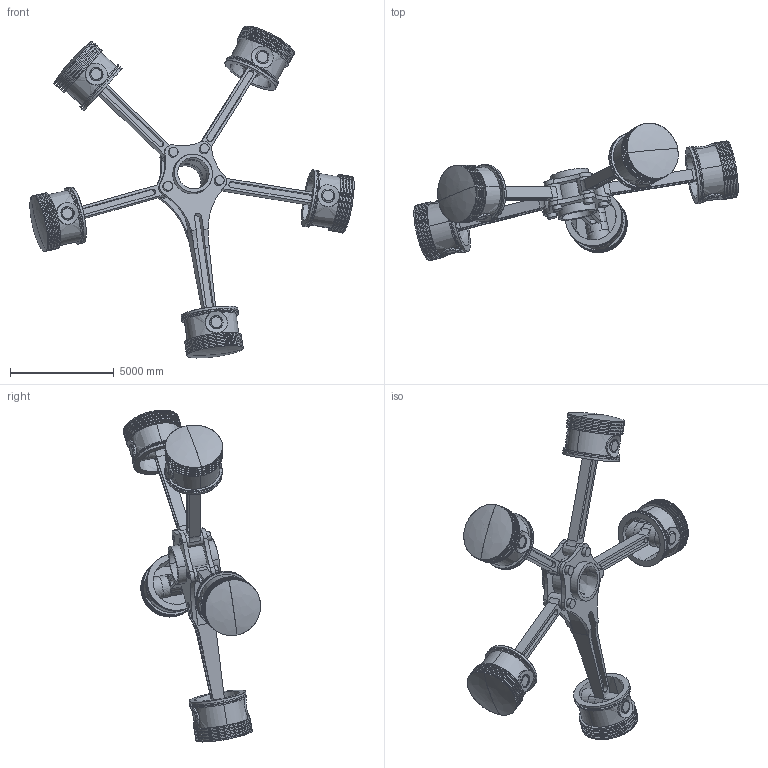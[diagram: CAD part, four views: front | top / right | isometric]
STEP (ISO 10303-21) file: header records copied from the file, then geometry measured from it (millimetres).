
FILE_DESCRIPTION(('FreeCAD Model'),'2;1');
FILE_NAME('Open CASCADE Shape Model','2025-04-26T22:34:22',('FreeCAD'),( 'FreeCAD'),'Open CASCADE STEP processor 7.6','FreeCAD','Unknown');
FILE_SCHEMA(('AUTOMOTIVE_DESIGN { 1 0 10303 214 1 1 1 1 }'));
Products named in the file (1): Open CASCADE STEP translator 7.6 1
Bounding box: 15624.19 x 6620.22 x 15995.66 mm (x, y, z)
Surface area: 535241830.6 mm2 (no closed solid volume)
Topology: 0 solids, 637 shells, 637 faces, 2858 edges, 2848 vertices
Faces by surface type: bspline 637
Entity records: 39164 total; most frequent: CARTESIAN_POINT 25633, VERTEX_POINT 2852, ORIENTED_EDGE 2848, EDGE_CURVE 2848, B_SPLINE_CURVE_WITH_KNOTS 1242, FACE_BOUND 801, EDGE_LOOP 801, SHELL_BASED_SURFACE_MODEL 637
